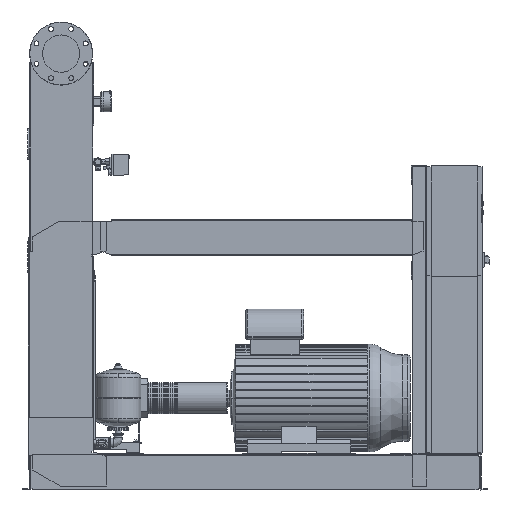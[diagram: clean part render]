
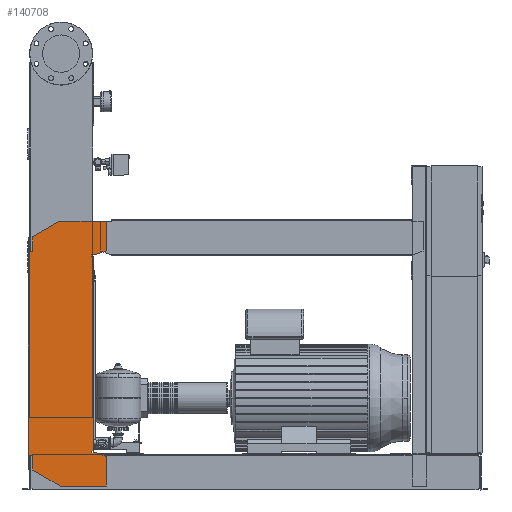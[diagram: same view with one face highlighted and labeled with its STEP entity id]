
A CAD part, front view. The second image highlights one B-rep face of the part: STEP entity #140708.
In plain terms, the highlighted free-form (B-spline) face has degree [1, 1] with [2, 2] control points.
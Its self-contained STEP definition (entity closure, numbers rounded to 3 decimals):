
#140193=CARTESIAN_POINT('',(-129.0,-463.5,1076.0));
#140194=VERTEX_POINT('',#140193);
#140201=CARTESIAN_POINT('',(-129.,-463.5,1142.986));
#140202=VERTEX_POINT('',#140201);
#140203=CARTESIAN_POINT('',(-129.0,-463.5,1076.0));
#140204=DIRECTION('',(0.0,0.0,1.0));
#140205=VECTOR('',#140204,66.986);
#140206=LINE('',#140203,#140205);
#140207=EDGE_CURVE('',#140194,#140202,#140206,.T.);
#140225=CARTESIAN_POINT('',(-6.0,-463.5,1214.0));
#140226=VERTEX_POINT('',#140225);
#140227=CARTESIAN_POINT('',(-129.,-463.5,1142.986));
#140228=DIRECTION('',(0.866,0.0,0.5));
#140229=VECTOR('',#140228,142.028);
#140230=LINE('',#140227,#140229);
#140231=EDGE_CURVE('',#140202,#140226,#140230,.T.);
#140249=CARTESIAN_POINT('',(204.,-463.5,1214.0));
#140250=VERTEX_POINT('',#140249);
#140251=CARTESIAN_POINT('',(-6.0,-463.5,1214.0));
#140252=DIRECTION('',(1.0,0.0,0.0));
#140253=VECTOR('',#140252,210.);
#140254=LINE('',#140251,#140253);
#140255=EDGE_CURVE('',#140226,#140250,#140254,.T.);
#140273=CARTESIAN_POINT('',(204.0,-463.5,1080.379));
#140274=VERTEX_POINT('',#140273);
#140275=CARTESIAN_POINT('',(204.,-463.5,1214.0));
#140276=DIRECTION('',(0.0,0.0,-1.0));
#140277=VECTOR('',#140276,133.621);
#140278=LINE('',#140275,#140277);
#140279=EDGE_CURVE('',#140250,#140274,#140278,.T.);
#140297=CARTESIAN_POINT('',(159.0,-463.5,1064.0));
#140298=VERTEX_POINT('',#140297);
#140299=CARTESIAN_POINT('',(204.0,-463.5,1080.379));
#140300=DIRECTION('',(-0.94,0.0,-0.342));
#140301=VECTOR('',#140300,47.888);
#140302=LINE('',#140299,#140301);
#140303=EDGE_CURVE('',#140274,#140298,#140302,.T.);
#140321=CARTESIAN_POINT('',(139.0,-463.5,1064.0));
#140322=VERTEX_POINT('',#140321);
#140323=CARTESIAN_POINT('',(159.0,-463.5,1064.0));
#140324=DIRECTION('',(-1.0,0.0,0.0));
#140325=VECTOR('',#140324,20.0);
#140326=LINE('',#140323,#140325);
#140327=EDGE_CURVE('',#140298,#140322,#140326,.T.);
#140345=CARTESIAN_POINT('',(139.0,-463.5,1056.0));
#140346=VERTEX_POINT('',#140345);
#140347=CARTESIAN_POINT('',(139.0,-463.5,1064.0));
#140348=DIRECTION('',(0.0,0.0,-1.0));
#140349=VECTOR('',#140348,8.0);
#140350=LINE('',#140347,#140349);
#140351=EDGE_CURVE('',#140322,#140346,#140350,.T.);
#140369=CARTESIAN_POINT('',(147.,-463.5,1056.0));
#140370=VERTEX_POINT('',#140369);
#140371=CARTESIAN_POINT('',(139.0,-463.5,1056.0));
#140372=DIRECTION('',(1.0,0.0,0.0));
#140373=VECTOR('',#140372,8.);
#140374=LINE('',#140371,#140373);
#140375=EDGE_CURVE('',#140346,#140370,#140374,.T.);
#140393=CARTESIAN_POINT('',(147.,-463.5,176.));
#140394=VERTEX_POINT('',#140393);
#140405=CARTESIAN_POINT('',(147.,-463.5,1056.0));
#140406=DIRECTION('',(0.0,0.0,-1.0));
#140407=VECTOR('',#140406,880.);
#140408=LINE('',#140405,#140407);
#140409=EDGE_CURVE('',#140370,#140394,#140408,.T.);
#140423=CARTESIAN_POINT('',(139.,-463.5,176.));
#140424=VERTEX_POINT('',#140423);
#140425=CARTESIAN_POINT('',(147.,-463.5,176.));
#140426=DIRECTION('',(-1.0,0.0,0.0));
#140427=VECTOR('',#140426,8.0);
#140428=LINE('',#140425,#140427);
#140429=EDGE_CURVE('',#140394,#140424,#140428,.T.);
#140447=CARTESIAN_POINT('',(139.,-463.5,168.));
#140448=VERTEX_POINT('',#140447);
#140449=CARTESIAN_POINT('',(139.,-463.5,176.));
#140450=DIRECTION('',(0.0,0.0,-1.0));
#140451=VECTOR('',#140450,8.0);
#140452=LINE('',#140449,#140451);
#140453=EDGE_CURVE('',#140424,#140448,#140452,.T.);
#140471=CARTESIAN_POINT('',(159.,-463.5,168.));
#140472=VERTEX_POINT('',#140471);
#140473=CARTESIAN_POINT('',(139.,-463.5,168.));
#140474=DIRECTION('',(1.0,0.0,0.0));
#140475=VECTOR('',#140474,20.0);
#140476=LINE('',#140473,#140475);
#140477=EDGE_CURVE('',#140448,#140472,#140476,.T.);
#140495=CARTESIAN_POINT('',(204.,-463.5,151.621));
#140496=VERTEX_POINT('',#140495);
#140497=CARTESIAN_POINT('',(159.,-463.5,168.));
#140498=DIRECTION('',(0.94,0.0,-0.342));
#140499=VECTOR('',#140498,47.888);
#140500=LINE('',#140497,#140499);
#140501=EDGE_CURVE('',#140472,#140496,#140500,.T.);
#140519=CARTESIAN_POINT('',(204.,-463.5,18.0));
#140520=VERTEX_POINT('',#140519);
#140521=CARTESIAN_POINT('',(204.,-463.5,151.621));
#140522=DIRECTION('',(0.0,0.0,-1.0));
#140523=VECTOR('',#140522,133.621);
#140524=LINE('',#140521,#140523);
#140525=EDGE_CURVE('',#140496,#140520,#140524,.T.);
#140543=CARTESIAN_POINT('',(-4.,-463.5,18.0));
#140544=VERTEX_POINT('',#140543);
#140545=CARTESIAN_POINT('',(204.,-463.5,18.0));
#140546=DIRECTION('',(-1.0,0.0,0.0));
#140547=VECTOR('',#140546,208.);
#140548=LINE('',#140545,#140547);
#140549=EDGE_CURVE('',#140520,#140544,#140548,.T.);
#140567=CARTESIAN_POINT('',(-129.,-463.5,90.169));
#140568=VERTEX_POINT('',#140567);
#140569=CARTESIAN_POINT('',(-4.,-463.5,18.0));
#140570=DIRECTION('',(-0.866,0.,0.5));
#140571=VECTOR('',#140570,144.338);
#140572=LINE('',#140569,#140571);
#140573=EDGE_CURVE('',#140544,#140568,#140572,.T.);
#140591=CARTESIAN_POINT('',(-129.,-463.5,156.0));
#140592=VERTEX_POINT('',#140591);
#140593=CARTESIAN_POINT('',(-129.,-463.5,90.169));
#140594=DIRECTION('',(0.0,0.0,1.0));
#140595=VECTOR('',#140594,65.831);
#140596=LINE('',#140593,#140595);
#140597=EDGE_CURVE('',#140568,#140592,#140596,.T.);
#140615=CARTESIAN_POINT('',(-149.,-463.5,156.0));
#140616=VERTEX_POINT('',#140615);
#140617=CARTESIAN_POINT('',(-129.,-463.5,156.0));
#140618=DIRECTION('',(-1.0,0.0,0.0));
#140619=VECTOR('',#140618,20.0);
#140620=LINE('',#140617,#140619);
#140621=EDGE_CURVE('',#140592,#140616,#140620,.T.);
#140639=CARTESIAN_POINT('',(-149.0,-463.5,1076.0));
#140640=VERTEX_POINT('',#140639);
#140653=CARTESIAN_POINT('',(-149.,-463.5,156.0));
#140654=DIRECTION('',(0.0,0.0,1.0));
#140655=VECTOR('',#140654,920.0);
#140656=LINE('',#140653,#140655);
#140657=EDGE_CURVE('',#140616,#140640,#140656,.T.);
#140671=CARTESIAN_POINT('',(-149.0,-463.5,1076.0));
#140672=DIRECTION('',(1.0,0.0,0.0));
#140673=VECTOR('',#140672,20.0);
#140674=LINE('',#140671,#140673);
#140675=EDGE_CURVE('',#140640,#140194,#140674,.T.);
#140681=CARTESIAN_POINT('',(-149.,-463.5,18.0));
#140682=CARTESIAN_POINT('',(204.,-463.5,18.0));
#140683=CARTESIAN_POINT('',(-149.,-463.5,1214.0));
#140684=CARTESIAN_POINT('',(204.,-463.5,1214.0));
#140685=B_SPLINE_SURFACE_WITH_KNOTS('',1,1,((#140681,#140683),(#140682,#140684)),.UNSPECIFIED.,.F.,.F.,.U.,(2,2),(2,2),(0.0,353.),(0.0,1196.0),.UNSPECIFIED.);
#140686=ORIENTED_EDGE('',*,*,#140675,.F.);
#140687=ORIENTED_EDGE('',*,*,#140657,.F.);
#140688=ORIENTED_EDGE('',*,*,#140621,.F.);
#140689=ORIENTED_EDGE('',*,*,#140597,.F.);
#140690=ORIENTED_EDGE('',*,*,#140573,.F.);
#140691=ORIENTED_EDGE('',*,*,#140549,.F.);
#140692=ORIENTED_EDGE('',*,*,#140525,.F.);
#140693=ORIENTED_EDGE('',*,*,#140501,.F.);
#140694=ORIENTED_EDGE('',*,*,#140477,.F.);
#140695=ORIENTED_EDGE('',*,*,#140453,.F.);
#140696=ORIENTED_EDGE('',*,*,#140429,.F.);
#140697=ORIENTED_EDGE('',*,*,#140409,.F.);
#140698=ORIENTED_EDGE('',*,*,#140375,.F.);
#140699=ORIENTED_EDGE('',*,*,#140351,.F.);
#140700=ORIENTED_EDGE('',*,*,#140327,.F.);
#140701=ORIENTED_EDGE('',*,*,#140303,.F.);
#140702=ORIENTED_EDGE('',*,*,#140279,.F.);
#140703=ORIENTED_EDGE('',*,*,#140255,.F.);
#140704=ORIENTED_EDGE('',*,*,#140231,.F.);
#140705=ORIENTED_EDGE('',*,*,#140207,.F.);
#140706=EDGE_LOOP('',(#140686,#140687,#140688,#140689,#140690,#140691,#140692,#140693,#140694,#140695,#140696,#140697,#140698,#140699,#140700,#140701,#140702,#140703,#140704,#140705));
#140707=FACE_OUTER_BOUND('',#140706,.T.);
#140708=ADVANCED_FACE('',(#140707),#140685,.T.);
